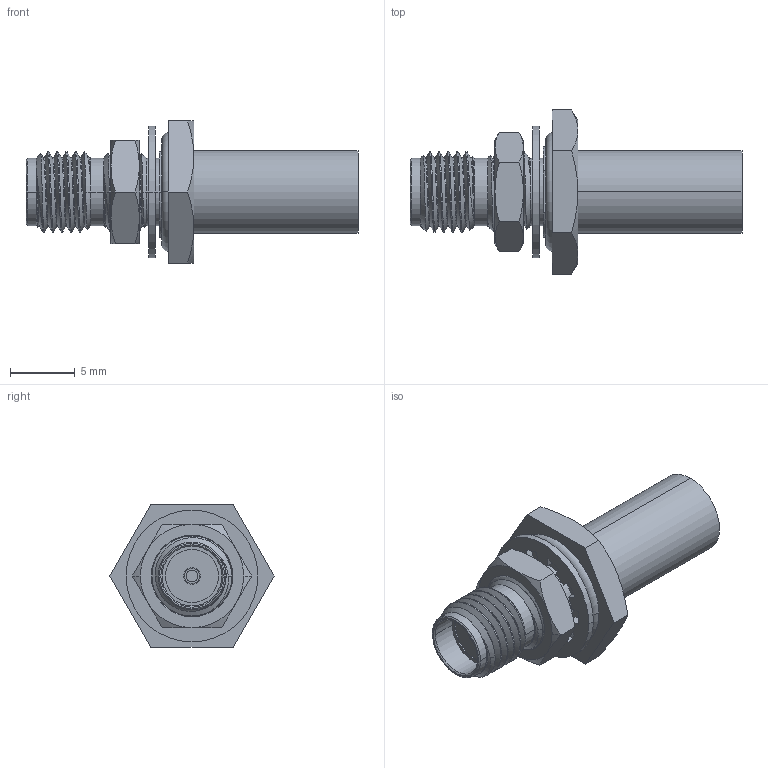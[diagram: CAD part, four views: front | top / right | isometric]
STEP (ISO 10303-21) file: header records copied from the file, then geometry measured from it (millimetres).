
FILE_DESCRIPTION (( 'STEP AP214' ), '1' );
FILE_NAME ('FMCN5354_3D.step', '2025-04-17T23:23:15', ( '' ), ( '' ), 'SwSTEP 2.0', 'SolidWorks 2022', '' );
FILE_SCHEMA (( 'AUTOMOTIVE_DESIGN' ));
Length unit declared in the file: inch
Products named in the file (7): Body^FMCN5354; Washer^FMCN5354; O-Ring^FMCN5354; Ferrule^FMCN5354; FMCN5354_3D; Hex Nut^FMCN5354; Center Pin^FMCN5354
Assembly tree (6 placements, depth 2):
  FMCN5354_3D
    Body^FMCN5354
    O-Ring^FMCN5354
    Washer^FMCN5354
    Hex Nut^FMCN5354
    Ferrule^FMCN5354
    Center Pin^FMCN5354
Bounding box: 25.7 x 12.7 x 11 mm (x, y, z)
Volume: 721.1 mm3; surface area: 1721.1 mm2
Topology: 6 solids, 6 shells, 222 faces, 547 edges, 345 vertices
Faces by surface type: cylinder 83, plane 69, cone 42, sphere 16, bspline 6, torus 6
Entity records: 8763 total; most frequent: CARTESIAN_POINT 3269, DIRECTION 1121, ORIENTED_EDGE 1090, EDGE_CURVE 545, AXIS2_PLACEMENT_3D 456, VERTEX_POINT 345, EDGE_LOOP 242, CIRCLE 231
